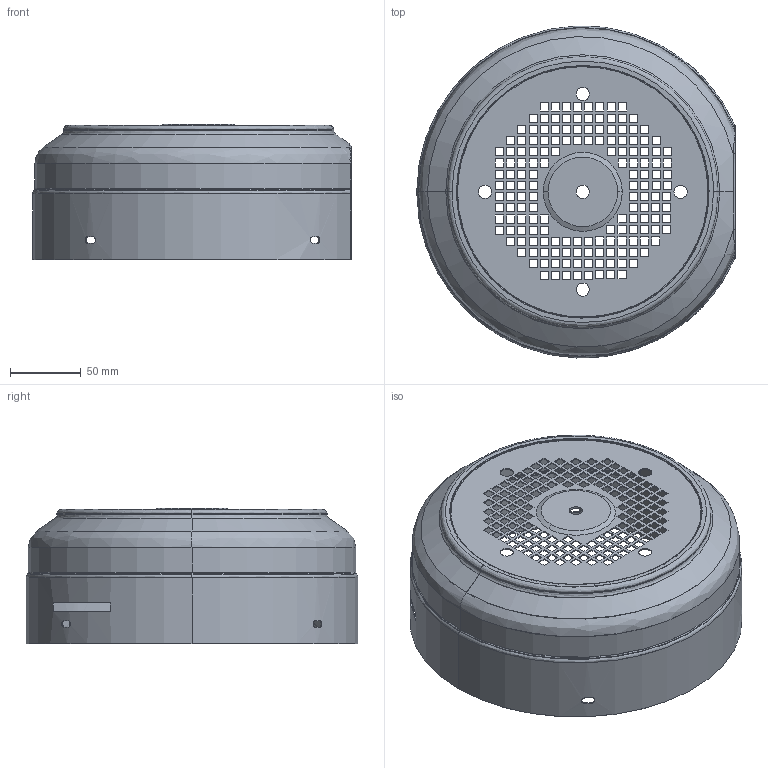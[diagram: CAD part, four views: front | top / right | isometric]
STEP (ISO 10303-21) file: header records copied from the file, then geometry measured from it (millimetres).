
FILE_DESCRIPTION (( 'STEP AP214' ), '1' );
FILE_NAME ('MTAF2-SHROUD-180 coord.STEP', '2020-07-08T15:06:11', ( '' ), ( '' ), 'SwSTEP 2.0', 'SolidWorks 2017', '' );
FILE_SCHEMA (( 'AUTOMOTIVE_DESIGN' ));
Length unit declared in the file: inch
Products named in the file (1): MTAF2-SHROUD-180 coord
Bounding box: 225 x 234.42 x 95.68 mm (x, y, z)
Volume: 78912 mm3; surface area: 193930.8 mm2
Topology: 1 solids, 1 shells, 773 faces, 2250 edges, 1482 vertices
Faces by surface type: plane 673, bspline 48, cylinder 44, cone 8
Entity records: 28715 total; most frequent: CARTESIAN_POINT 7789, ORIENTED_EDGE 4496, DIRECTION 3768, EDGE_CURVE 2248, VECTOR 2032, LINE 2032, VERTEX_POINT 1482, EDGE_LOOP 1124
